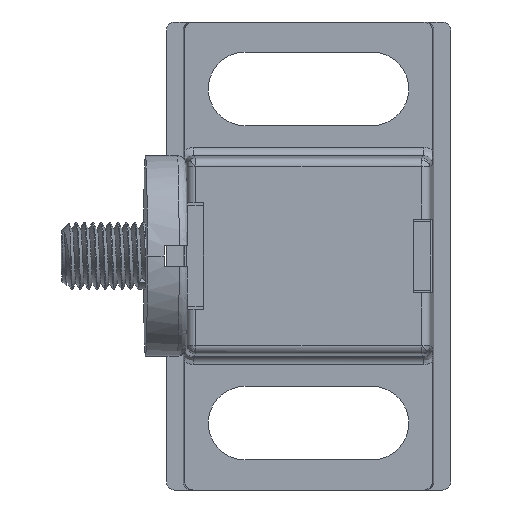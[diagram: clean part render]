
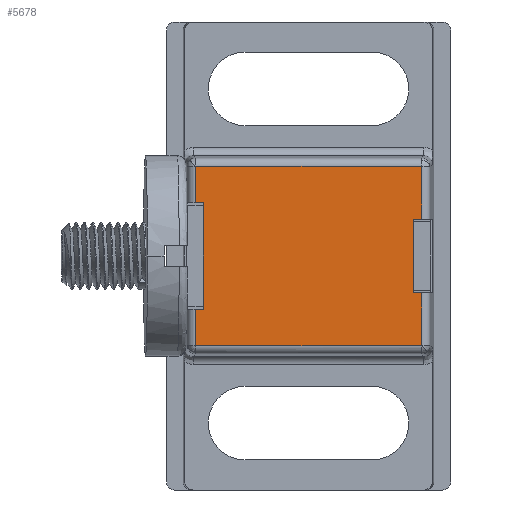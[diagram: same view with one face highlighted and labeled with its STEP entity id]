
A CAD part, front view. The second image highlights one B-rep face of the part: STEP entity #5678.
In plain terms, the highlighted planar face has unit normal (0, -1, 0).
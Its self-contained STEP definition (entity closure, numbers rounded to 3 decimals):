
#73 = LINE ( 'NONE', #1699, #6992 ) ;
#115 = LINE ( 'NONE', #4884, #2652 ) ;
#213 = VERTEX_POINT ( 'NONE', #3228 ) ;
#242 = LINE ( 'NONE', #5401, #4592 ) ;
#275 = DIRECTION ( 'NONE',  ( 0., 0., -1. ) ) ;
#329 = AXIS2_PLACEMENT_3D ( 'NONE', #6115, #1107, #613 ) ;
#363 = CARTESIAN_POINT ( 'NONE',  ( 0., 0., -2.2 ) ) ;
#399 = ORIENTED_EDGE ( 'NONE', *, *, #6669, .T. ) ;
#411 = ORIENTED_EDGE ( 'NONE', *, *, #2447, .F. ) ;
#434 = DIRECTION ( 'NONE',  ( 1., 0., 0. ) ) ;
#512 = EDGE_CURVE ( 'NONE', #5252, #1177, #3671, .T. ) ;
#537 = CARTESIAN_POINT ( 'NONE',  ( 6.76, 0., 0. ) ) ;
#589 = VERTEX_POINT ( 'NONE', #846 ) ;
#601 = CARTESIAN_POINT ( 'NONE',  ( -6.256, 0., 3.2 ) ) ;
#613 = DIRECTION ( 'NONE',  ( 0., 0., 1. ) ) ;
#673 = DIRECTION ( 'NONE',  ( 0., 0., 1. ) ) ;
#694 = EDGE_CURVE ( 'NONE', #1177, #7016, #115, .T. ) ;
#727 = ORIENTED_EDGE ( 'NONE', *, *, #2203, .F. ) ;
#802 = LINE ( 'NONE', #363, #5579 ) ;
#846 = CARTESIAN_POINT ( 'NONE',  ( 6.76, 0., 2.2 ) ) ;
#887 = VECTOR ( 'NONE', #4265, 1000. ) ;
#978 = VERTEX_POINT ( 'NONE', #6466 ) ;
#1107 = DIRECTION ( 'NONE',  ( 0., 1., 0. ) ) ;
#1158 = VERTEX_POINT ( 'NONE', #3419 ) ;
#1177 = VERTEX_POINT ( 'NONE', #3392 ) ;
#1217 = CARTESIAN_POINT ( 'NONE',  ( 0., 0., 2.2 ) ) ;
#1514 = ORIENTED_EDGE ( 'NONE', *, *, #2066, .F. ) ;
#1527 = ORIENTED_EDGE ( 'NONE', *, *, #2229, .F. ) ;
#1699 = CARTESIAN_POINT ( 'NONE',  ( -6.76, 0., 50.501 ) ) ;
#1763 = VECTOR ( 'NONE', #275, 1000. ) ;
#1766 = CARTESIAN_POINT ( 'NONE',  ( 6.256, 0., -2.2 ) ) ;
#1889 = CARTESIAN_POINT ( 'NONE',  ( 6.76, 0., 0. ) ) ;
#1893 = CARTESIAN_POINT ( 'NONE',  ( 6.76, 0., -2.2 ) ) ;
#1964 = VECTOR ( 'NONE', #7069, 1000. ) ;
#2004 = VERTEX_POINT ( 'NONE', #601 ) ;
#2066 = EDGE_CURVE ( 'NONE', #7016, #4391, #6420, .T. ) ;
#2203 = EDGE_CURVE ( 'NONE', #6914, #5252, #802, .T. ) ;
#2229 = EDGE_CURVE ( 'NONE', #2004, #213, #2388, .T. ) ;
#2247 = EDGE_CURVE ( 'NONE', #4391, #5456, #3859, .T. ) ;
#2267 = ORIENTED_EDGE ( 'NONE', *, *, #2247, .F. ) ;
#2388 = LINE ( 'NONE', #2595, #887 ) ;
#2447 = EDGE_CURVE ( 'NONE', #978, #4663, #4963, .T. ) ;
#2517 = EDGE_LOOP ( 'NONE', ( #1527, #2913, #2267, #1514, #4513, #6002, #727, #399, #7025, #6062, #411, #6785 ) ) ;
#2595 = CARTESIAN_POINT ( 'NONE',  ( 0., 0., 3.2 ) ) ;
#2652 = VECTOR ( 'NONE', #6451, 1000. ) ;
#2703 = LINE ( 'NONE', #6732, #1763 ) ;
#2782 = FACE_OUTER_BOUND ( 'NONE', #2517, .T. ) ;
#2822 = DIRECTION ( 'NONE',  ( -1., 0., 0. ) ) ;
#2913 = ORIENTED_EDGE ( 'NONE', *, *, #5076, .T. ) ;
#3058 = EDGE_CURVE ( 'NONE', #4663, #589, #6324, .T. ) ;
#3092 = DIRECTION ( 'NONE',  ( 1., 0., 0. ) ) ;
#3183 = EDGE_CURVE ( 'NONE', #589, #1158, #5395, .T. ) ;
#3200 = CARTESIAN_POINT ( 'NONE',  ( 0., 0., 5.359 ) ) ;
#3228 = CARTESIAN_POINT ( 'NONE',  ( -6.76, 0., 3.2 ) ) ;
#3233 = CARTESIAN_POINT ( 'NONE',  ( 6.76, 0., 5.359 ) ) ;
#3360 = DIRECTION ( 'NONE',  ( 0., 0., 1. ) ) ;
#3392 = CARTESIAN_POINT ( 'NONE',  ( 6.76, 0., -5.359 ) ) ;
#3419 = CARTESIAN_POINT ( 'NONE',  ( 6.256, 0., 2.2 ) ) ;
#3432 = VECTOR ( 'NONE', #3092, 1000. ) ;
#3671 = LINE ( 'NONE', #1889, #6054 ) ;
#3859 = LINE ( 'NONE', #5819, #3432 ) ;
#4131 = VECTOR ( 'NONE', #673, 1000. ) ;
#4150 = CARTESIAN_POINT ( 'NONE',  ( -6.256, 0., -3.2 ) ) ;
#4265 = DIRECTION ( 'NONE',  ( -1., 0., 0. ) ) ;
#4321 = DIRECTION ( 'NONE',  ( 0., 0., -1. ) ) ;
#4391 = VERTEX_POINT ( 'NONE', #4579 ) ;
#4513 = ORIENTED_EDGE ( 'NONE', *, *, #694, .F. ) ;
#4579 = CARTESIAN_POINT ( 'NONE',  ( -6.76, 0., -3.2 ) ) ;
#4592 = VECTOR ( 'NONE', #5442, 1000. ) ;
#4663 = VERTEX_POINT ( 'NONE', #3233 ) ;
#4793 = VECTOR ( 'NONE', #4321, 1000. ) ;
#4884 = CARTESIAN_POINT ( 'NONE',  ( 0., 0., -5.359 ) ) ;
#4931 = EDGE_CURVE ( 'NONE', #213, #978, #73, .T. ) ;
#4961 = VECTOR ( 'NONE', #2822, 1000. ) ;
#4963 = LINE ( 'NONE', #3200, #1964 ) ;
#5076 = EDGE_CURVE ( 'NONE', #2004, #5456, #2703, .T. ) ;
#5130 = CARTESIAN_POINT ( 'NONE',  ( -6.76, 0., -5.359 ) ) ;
#5252 = VERTEX_POINT ( 'NONE', #1893 ) ;
#5395 = LINE ( 'NONE', #1217, #4961 ) ;
#5401 = CARTESIAN_POINT ( 'NONE',  ( 6.256, 0., -2.2 ) ) ;
#5442 = DIRECTION ( 'NONE',  ( 0., 0., 1. ) ) ;
#5456 = VERTEX_POINT ( 'NONE', #4150 ) ;
#5576 = PLANE ( 'NONE',  #329 ) ;
#5579 = VECTOR ( 'NONE', #434, 1000. ) ;
#5660 = CARTESIAN_POINT ( 'NONE',  ( -6.76, 0., 50.501 ) ) ;
#5678 = ADVANCED_FACE ( 'NONE', ( #2782 ), #5576, .F. ) ;
#5819 = CARTESIAN_POINT ( 'NONE',  ( 0., 0., -3.2 ) ) ;
#6002 = ORIENTED_EDGE ( 'NONE', *, *, #512, .F. ) ;
#6054 = VECTOR ( 'NONE', #6846, 1000. ) ;
#6062 = ORIENTED_EDGE ( 'NONE', *, *, #3058, .F. ) ;
#6115 = CARTESIAN_POINT ( 'NONE',  ( 0., 0., 0. ) ) ;
#6324 = LINE ( 'NONE', #537, #4793 ) ;
#6420 = LINE ( 'NONE', #5660, #4131 ) ;
#6451 = DIRECTION ( 'NONE',  ( -1., 0., 0. ) ) ;
#6466 = CARTESIAN_POINT ( 'NONE',  ( -6.76, 0., 5.359 ) ) ;
#6669 = EDGE_CURVE ( 'NONE', #6914, #1158, #242, .T. ) ;
#6732 = CARTESIAN_POINT ( 'NONE',  ( -6.256, 0., -3.2 ) ) ;
#6785 = ORIENTED_EDGE ( 'NONE', *, *, #4931, .F. ) ;
#6846 = DIRECTION ( 'NONE',  ( 0., 0., -1. ) ) ;
#6914 = VERTEX_POINT ( 'NONE', #1766 ) ;
#6992 = VECTOR ( 'NONE', #3360, 1000. ) ;
#7016 = VERTEX_POINT ( 'NONE', #5130 ) ;
#7025 = ORIENTED_EDGE ( 'NONE', *, *, #3183, .F. ) ;
#7069 = DIRECTION ( 'NONE',  ( 1., 0., 0. ) ) ;
